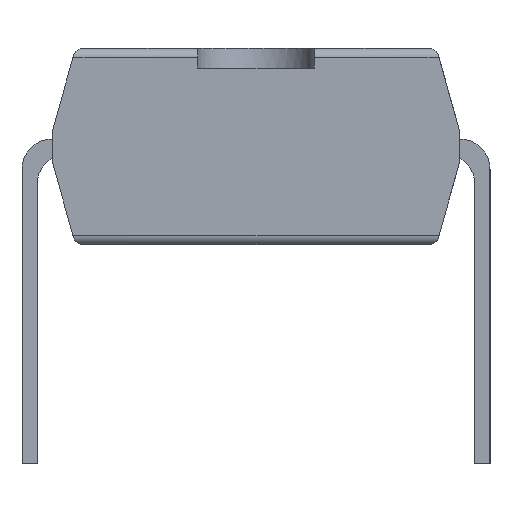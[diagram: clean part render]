
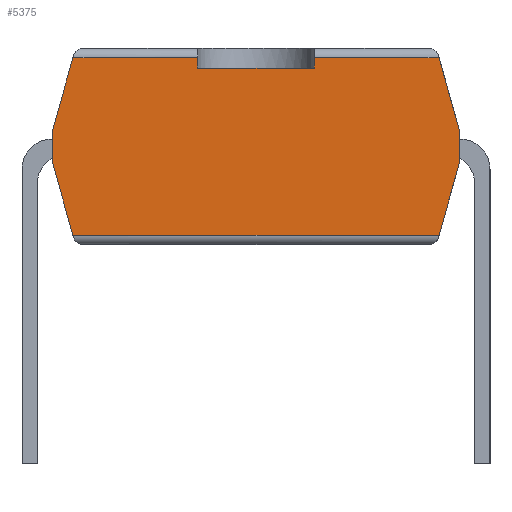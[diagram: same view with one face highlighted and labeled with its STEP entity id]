
A CAD part, left-side view. The second image highlights one B-rep face of the part: STEP entity #5375.
In plain terms, the highlighted planar face has unit normal (-1, 0, 0).
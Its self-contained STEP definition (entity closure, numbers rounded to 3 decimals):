
#285=PLANE('',#5766);
#554=FACE_OUTER_BOUND('',#829,.T.);
#829=EDGE_LOOP('',(#4982,#4983,#4984,#4985,#4986,#4987,#4988,#4989,#4990,
#4991,#4992,#4993));
#1483=LINE('',#8663,#2156);
#1489=LINE('',#8681,#2162);
#1492=LINE('',#8687,#2165);
#1493=LINE('',#8689,#2166);
#1494=LINE('',#8691,#2167);
#1495=LINE('',#8693,#2168);
#1496=LINE('',#8695,#2169);
#1497=LINE('',#8697,#2170);
#1498=LINE('',#8699,#2171);
#1499=LINE('',#8701,#2172);
#1500=LINE('',#8703,#2173);
#1501=LINE('',#8704,#2174);
#2156=VECTOR('',#7103,10.);
#2162=VECTOR('',#7123,10.);
#2165=VECTOR('',#7128,10.);
#2166=VECTOR('',#7129,10.);
#2167=VECTOR('',#7130,10.);
#2168=VECTOR('',#7131,10.);
#2169=VECTOR('',#7132,10.);
#2170=VECTOR('',#7133,10.);
#2171=VECTOR('',#7134,10.);
#2172=VECTOR('',#7135,10.);
#2173=VECTOR('',#7136,10.);
#2174=VECTOR('',#7137,10.);
#2743=VERTEX_POINT('',#8661);
#2744=VERTEX_POINT('',#8662);
#2749=VERTEX_POINT('',#8680);
#2751=VERTEX_POINT('',#8686);
#2752=VERTEX_POINT('',#8688);
#2753=VERTEX_POINT('',#8690);
#2754=VERTEX_POINT('',#8692);
#2755=VERTEX_POINT('',#8694);
#2756=VERTEX_POINT('',#8696);
#2757=VERTEX_POINT('',#8698);
#2758=VERTEX_POINT('',#8700);
#2759=VERTEX_POINT('',#8702);
#3489=EDGE_CURVE('',#2743,#2744,#1483,.T.);
#3499=EDGE_CURVE('',#2749,#2744,#1489,.T.);
#3502=EDGE_CURVE('',#2743,#2751,#1492,.T.);
#3503=EDGE_CURVE('',#2751,#2752,#1493,.T.);
#3504=EDGE_CURVE('',#2752,#2753,#1494,.T.);
#3505=EDGE_CURVE('',#2754,#2753,#1495,.T.);
#3506=EDGE_CURVE('',#2754,#2755,#1496,.T.);
#3507=EDGE_CURVE('',#2755,#2756,#1497,.T.);
#3508=EDGE_CURVE('',#2756,#2757,#1498,.T.);
#3509=EDGE_CURVE('',#2758,#2757,#1499,.T.);
#3510=EDGE_CURVE('',#2758,#2759,#1500,.T.);
#3511=EDGE_CURVE('',#2749,#2759,#1501,.T.);
#4982=ORIENTED_EDGE('',*,*,#3489,.F.);
#4983=ORIENTED_EDGE('',*,*,#3502,.T.);
#4984=ORIENTED_EDGE('',*,*,#3503,.T.);
#4985=ORIENTED_EDGE('',*,*,#3504,.T.);
#4986=ORIENTED_EDGE('',*,*,#3505,.F.);
#4987=ORIENTED_EDGE('',*,*,#3506,.T.);
#4988=ORIENTED_EDGE('',*,*,#3507,.T.);
#4989=ORIENTED_EDGE('',*,*,#3508,.T.);
#4990=ORIENTED_EDGE('',*,*,#3509,.F.);
#4991=ORIENTED_EDGE('',*,*,#3510,.T.);
#4992=ORIENTED_EDGE('',*,*,#3511,.F.);
#4993=ORIENTED_EDGE('',*,*,#3499,.T.);
#5375=ADVANCED_FACE('',(#554),#285,.T.);
#5766=AXIS2_PLACEMENT_3D('',#8685,#7126,#7127);
#7103=DIRECTION('',(0.,1.,0.));
#7123=DIRECTION('',(0.,-0.271,-0.963));
#7126=DIRECTION('center_axis',(-1.,0.,0.));
#7127=DIRECTION('ref_axis',(0.,-1.,0.));
#7128=DIRECTION('',(0.,-0.271,0.963));
#7129=DIRECTION('',(0.,0.,1.));
#7130=DIRECTION('',(0.,0.271,0.963));
#7131=DIRECTION('',(0.,-1.,0.));
#7132=DIRECTION('',(0.,0.,-1.));
#7133=DIRECTION('',(0.,1.,0.));
#7134=DIRECTION('',(0.,0.,1.));
#7135=DIRECTION('',(0.,-1.,0.));
#7136=DIRECTION('',(0.,0.271,-0.963));
#7137=DIRECTION('',(0.,0.,1.));
#8661=CARTESIAN_POINT('',(-10.287,-3.08,0.738));
#8662=CARTESIAN_POINT('',(-10.287,3.08,0.738));
#8663=CARTESIAN_POINT('',(-10.287,1.715,0.738));
#8680=CARTESIAN_POINT('',(-10.287,3.429,1.978));
#8681=CARTESIAN_POINT('',(-10.287,3.247,1.331));
#8685=CARTESIAN_POINT('Origin',(-10.287,3.429,0.581));
#8686=CARTESIAN_POINT('',(-10.287,-3.429,1.978));
#8687=CARTESIAN_POINT('',(-10.287,-2.797,-0.263));
#8688=CARTESIAN_POINT('',(-10.287,-3.429,2.486));
#8689=CARTESIAN_POINT('',(-10.287,-3.429,0.581));
#8690=CARTESIAN_POINT('',(-10.287,-3.08,3.726));
#8691=CARTESIAN_POINT('',(-10.287,-3.425,2.499));
#8692=CARTESIAN_POINT('',(-10.287,-0.984,3.726));
#8693=CARTESIAN_POINT('',(-10.287,1.715,3.726));
#8694=CARTESIAN_POINT('',(-10.287,-0.984,3.553));
#8695=CARTESIAN_POINT('',(-10.287,-0.984,3.883));
#8696=CARTESIAN_POINT('',(-10.287,0.984,3.553));
#8697=CARTESIAN_POINT('',(-10.287,1.715,3.553));
#8698=CARTESIAN_POINT('',(-10.287,0.984,3.726));
#8699=CARTESIAN_POINT('',(-10.287,0.984,3.883));
#8700=CARTESIAN_POINT('',(-10.287,3.08,3.726));
#8701=CARTESIAN_POINT('',(-10.287,1.715,3.726));
#8702=CARTESIAN_POINT('',(-10.287,3.429,2.486));
#8703=CARTESIAN_POINT('',(-10.287,3.481,2.302));
#8704=CARTESIAN_POINT('',(-10.287,3.429,0.581));
